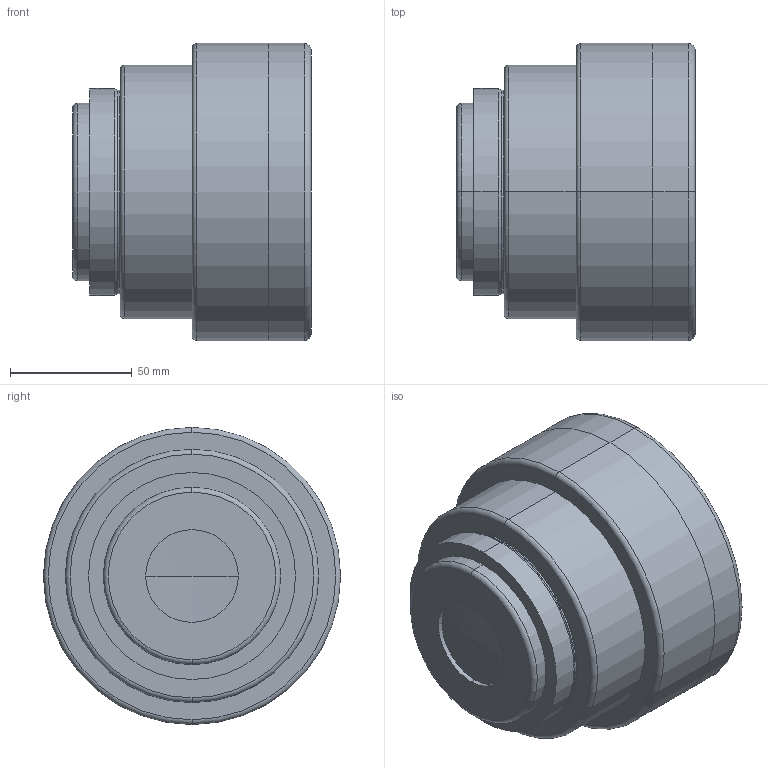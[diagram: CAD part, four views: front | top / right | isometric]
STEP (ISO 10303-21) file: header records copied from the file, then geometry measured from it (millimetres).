
FILE_DESCRIPTION (( 'STEP AP203' ), '1' );
FILE_NAME ('S4LFT3161_121_05.STEP', '2013-12-18T13:33:16', ( 'poweredge' ), ( 'Hewlett-Packard Company' ), 'SwSTEP 2.0', 'SolidWorks 2013', '' );
FILE_SCHEMA (( 'CONFIG_CONTROL_DESIGN' ));
Length unit declared in the file: millimetre
Products named in the file (1): S4LFT3161_121_05
Bounding box: 97.99 x 122 x 122 mm (x, y, z)
Surface area: 59818.2 mm2 (no closed solid volume)
Topology: 0 solids, 4 shells, 40 faces, 84 edges, 53 vertices
Faces by surface type: cylinder 16, torus 12, plane 8, sphere 2, cone 2
Entity records: 1170 total; most frequent: DIRECTION 232, CARTESIAN_POINT 178, ORIENTED_EDGE 156, AXIS2_PLACEMENT_3D 107, EDGE_CURVE 84, CIRCLE 66, VERTEX_POINT 53, EDGE_LOOP 47
